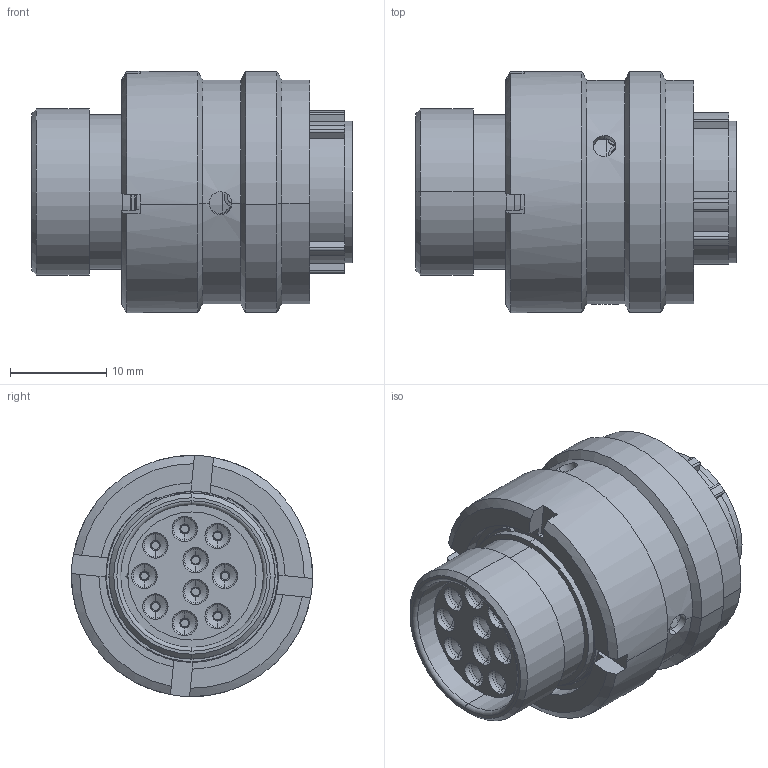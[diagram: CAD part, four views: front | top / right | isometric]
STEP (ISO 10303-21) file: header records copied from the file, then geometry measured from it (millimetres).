
FILE_DESCRIPTION (( 'STEP AP214' ), '1' );
FILE_NAME ('AS612-98PD.STEP', '2020-06-05T09:29:29', ( 'TE Connectivity' ), ( 'TE Connectivity' ), 'SwSTEP 2.0', 'SolidWorks 2016', '' );
FILE_SCHEMA (( 'AUTOMOTIVE_DESIGN' ));
Length unit declared in the file: millimetre
Products named in the file (1): AS612-98PD
Bounding box: 33.37 x 25.09 x 25.09 mm (x, y, z)
Volume: 7182.9 mm3; surface area: 9954.6 mm2
Topology: 17 solids, 17 shells, 1025 faces, 2555 edges, 1602 vertices
Faces by surface type: plane 387, cylinder 279, torus 230, cone 112, bspline 9, sphere 8
Entity records: 47001 total; most frequent: CARTESIAN_POINT 12468, ORIENTED_EDGE 5070, DIRECTION 4608, EDGE_CURVE 2535, AXIS2_PLACEMENT_3D 1978, VERTEX_POINT 1590, EDGE_LOOP 1115, UNCERTAINTY_MEASURE_WITH_UNIT 1040
